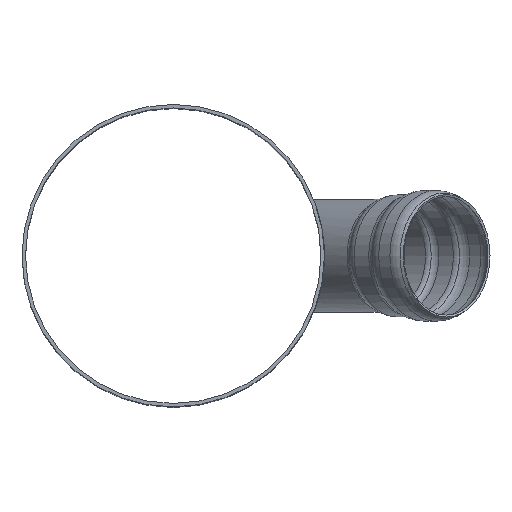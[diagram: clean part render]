
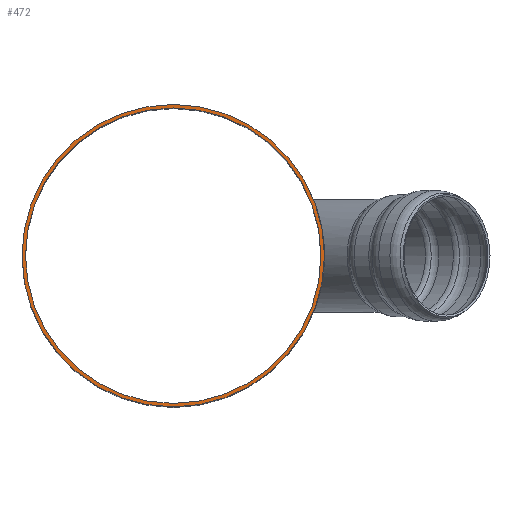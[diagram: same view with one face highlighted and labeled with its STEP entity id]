
A CAD part, top view. The second image highlights one B-rep face of the part: STEP entity #472.
In plain terms, the highlighted planar face has unit normal (0, 0, 1).
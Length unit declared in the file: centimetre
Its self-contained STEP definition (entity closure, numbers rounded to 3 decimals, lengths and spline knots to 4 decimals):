
#35=FACE_BOUND('',#127,.T.);
#40=PLANE('',#559);
#43=CIRCLE('',#553,133.3);
#46=CIRCLE('',#557,136.5);
#95=FACE_OUTER_BOUND('',#126,.T.);
#126=EDGE_LOOP('',(#321));
#127=EDGE_LOOP('',(#322));
#172=VERTEX_POINT('',#1068);
#175=VERTEX_POINT('',#1078);
#224=EDGE_CURVE('',#172,#172,#43,.T.);
#230=EDGE_CURVE('',#175,#175,#46,.T.);
#321=ORIENTED_EDGE('',*,*,#230,.T.);
#322=ORIENTED_EDGE('',*,*,#224,.T.);
#472=ADVANCED_FACE('',(#95,#35),#40,.F.);
#553=AXIS2_PLACEMENT_3D('',#1070,#639,#640);
#557=AXIS2_PLACEMENT_3D('',#1080,#650,#651);
#559=AXIS2_PLACEMENT_3D('',#1082,#654,#655);
#639=DIRECTION('center_axis',(0.,0.,-1.));
#640=DIRECTION('ref_axis',(-1.,0.,0.));
#650=DIRECTION('center_axis',(0.,0.,1.));
#651=DIRECTION('ref_axis',(-1.,0.,0.));
#654=DIRECTION('center_axis',(0.,0.,-1.));
#655=DIRECTION('ref_axis',(0.,1.,0.));
#1068=CARTESIAN_POINT('',(133.3,0.,340.));
#1070=CARTESIAN_POINT('Origin',(0.,0.,340.));
#1078=CARTESIAN_POINT('',(136.5,0.,340.));
#1080=CARTESIAN_POINT('Origin',(0.,0.,340.));
#1082=CARTESIAN_POINT('Origin',(0.,0.,340.));
